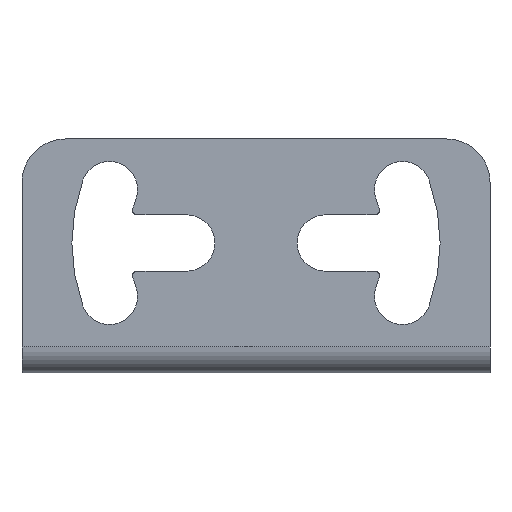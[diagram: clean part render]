
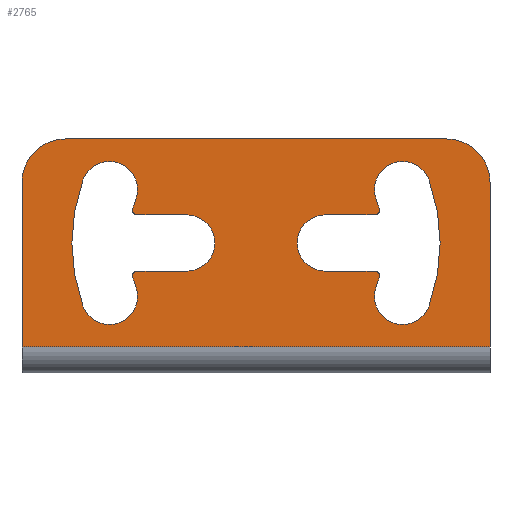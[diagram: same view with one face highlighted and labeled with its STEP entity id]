
A CAD part, front view. The second image highlights one B-rep face of the part: STEP entity #2765.
In plain terms, the highlighted planar face has unit normal (0, -1, 0).
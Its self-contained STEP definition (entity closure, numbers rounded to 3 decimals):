
#953=CARTESIAN_POINT('',(-13.748,0.,11.25));
#954=DIRECTION('',(0.,-1.,0.));
#955=DIRECTION('',(0.,0.,1.));
#956=AXIS2_PLACEMENT_3D('',#953,#954,#955);
#958=DIRECTION('',(1.,0.,0.));
#959=VECTOR('',#958,5.748);
#960=CARTESIAN_POINT('',(-13.748,0.,11.75));
#961=LINE('',#960,#959);
#962=CARTESIAN_POINT('',(-8.,0.,15.));
#963=DIRECTION('',(0.,1.,0.));
#964=DIRECTION('',(0.,0.,1.));
#965=AXIS2_PLACEMENT_3D('',#962,#963,#964);
#967=DIRECTION('',(-1.,0.,0.));
#968=VECTOR('',#967,5.748);
#969=CARTESIAN_POINT('',(-8.,0.,18.25));
#970=LINE('',#969,#968);
#971=CARTESIAN_POINT('',(-13.748,0.,18.75));
#972=DIRECTION('',(0.,-1.,0.));
#973=DIRECTION('',(-0.965,0.,0.263));
#974=AXIS2_PLACEMENT_3D('',#971,#972,#973);
#976=CARTESIAN_POINT('',(0.,0.,15.));
#977=DIRECTION('',(0.,1.,0.));
#978=DIRECTION('',(-0.965,0.,0.263));
#979=AXIS2_PLACEMENT_3D('',#976,#977,#978);
#981=CARTESIAN_POINT('',(-16.914,0.,21.156));
#982=DIRECTION('',(0.,1.,0.));
#983=DIRECTION('',(-0.94,0.,0.342));
#984=AXIS2_PLACEMENT_3D('',#981,#982,#983);
#986=CARTESIAN_POINT('',(0.,0.,15.));
#987=DIRECTION('',(0.,1.,0.));
#988=DIRECTION('',(-0.94,0.,-0.342));
#989=AXIS2_PLACEMENT_3D('',#986,#987,#988);
#991=CARTESIAN_POINT('',(-16.914,0.,8.844));
#992=DIRECTION('',(0.,1.,0.));
#993=DIRECTION('',(0.94,0.,0.342));
#994=AXIS2_PLACEMENT_3D('',#991,#992,#993);
#996=CARTESIAN_POINT('',(0.,0.,15.));
#997=DIRECTION('',(0.,1.,0.));
#998=DIRECTION('',(-0.94,0.,-0.342));
#999=AXIS2_PLACEMENT_3D('',#996,#997,#998);
#1001=CARTESIAN_POINT('',(13.748,0.,11.25));
#1002=DIRECTION('',(0.,-1.,0.));
#1003=DIRECTION('',(0.965,0.,-0.263));
#1004=AXIS2_PLACEMENT_3D('',#1001,#1002,#1003);
#1006=CARTESIAN_POINT('',(0.,0.,15.));
#1007=DIRECTION('',(0.,1.,0.));
#1008=DIRECTION('',(0.965,0.,-0.263));
#1009=AXIS2_PLACEMENT_3D('',#1006,#1007,#1008);
#1011=CARTESIAN_POINT('',(16.914,0.,8.844));
#1012=DIRECTION('',(0.,1.,0.));
#1013=DIRECTION('',(0.94,0.,-0.342));
#1014=AXIS2_PLACEMENT_3D('',#1011,#1012,#1013);
#1016=CARTESIAN_POINT('',(0.,0.,15.));
#1017=DIRECTION('',(0.,1.,0.));
#1018=DIRECTION('',(0.94,0.,0.342));
#1019=AXIS2_PLACEMENT_3D('',#1016,#1017,#1018);
#1021=CARTESIAN_POINT('',(16.914,0.,21.156));
#1022=DIRECTION('',(0.,1.,0.));
#1023=DIRECTION('',(-0.94,0.,-0.342));
#1024=AXIS2_PLACEMENT_3D('',#1021,#1022,#1023);
#1026=CARTESIAN_POINT('',(0.,0.,15.));
#1027=DIRECTION('',(0.,1.,0.));
#1028=DIRECTION('',(0.94,0.,0.342));
#1029=AXIS2_PLACEMENT_3D('',#1026,#1027,#1028);
#1031=CARTESIAN_POINT('',(13.748,0.,18.75));
#1032=DIRECTION('',(0.,-1.,0.));
#1033=DIRECTION('',(0.,0.,-1.));
#1034=AXIS2_PLACEMENT_3D('',#1031,#1032,#1033);
#1036=DIRECTION('',(-1.,0.,0.));
#1037=VECTOR('',#1036,5.748);
#1038=CARTESIAN_POINT('',(13.748,0.,18.25));
#1039=LINE('',#1038,#1037);
#1040=CARTESIAN_POINT('',(8.,0.,15.));
#1041=DIRECTION('',(0.,1.,0.));
#1042=DIRECTION('',(0.,0.,-1.));
#1043=AXIS2_PLACEMENT_3D('',#1040,#1041,#1042);
#1045=DIRECTION('',(1.,0.,0.));
#1046=VECTOR('',#1045,5.748);
#1047=CARTESIAN_POINT('',(8.,0.,11.75));
#1048=LINE('',#1047,#1046);
#1049=CARTESIAN_POINT('',(22.,0.,22.));
#1050=DIRECTION('',(0.,-1.,0.));
#1051=DIRECTION('',(1.,0.,0.));
#1052=AXIS2_PLACEMENT_3D('',#1049,#1050,#1051);
#1054=DIRECTION('',(1.,0.,0.));
#1055=VECTOR('',#1054,54.);
#1056=CARTESIAN_POINT('',(-27.,0.,3.));
#1057=LINE('',#1056,#1055);
#1058=CARTESIAN_POINT('',(-22.,0.,22.));
#1059=DIRECTION('',(0.,-1.,0.));
#1060=DIRECTION('',(0.,0.,1.));
#1061=AXIS2_PLACEMENT_3D('',#1058,#1059,#1060);
#1147=DIRECTION('',(1.,0.,0.));
#1148=VECTOR('',#1147,44.);
#1149=CARTESIAN_POINT('',(-22.,0.,27.));
#1150=LINE('',#1149,#1148);
#1163=DIRECTION('',(0.,0.,1.));
#1164=VECTOR('',#1163,19.);
#1165=CARTESIAN_POINT('',(-27.,0.,3.));
#1166=LINE('',#1165,#1164);
#1183=DIRECTION('',(0.,0.,1.));
#1184=VECTOR('',#1183,19.);
#1185=CARTESIAN_POINT('',(27.,0.,3.));
#1186=LINE('',#1185,#1184);
#1188=CARTESIAN_POINT('',(-27.,0.,3.));
#1190=VERTEX_POINT('',#1188);
#1192=CARTESIAN_POINT('',(27.,0.,3.));
#1194=VERTEX_POINT('',#1192);
#1203=CARTESIAN_POINT('',(-19.968,0.,22.268));
#1204=CARTESIAN_POINT('',(-13.86,0.,20.045));
#1205=VERTEX_POINT('',#1203);
#1206=VERTEX_POINT('',#1204);
#1207=CARTESIAN_POINT('',(-19.968,0.,7.732));
#1208=VERTEX_POINT('',#1207);
#1209=CARTESIAN_POINT('',(-13.86,0.,9.955));
#1210=VERTEX_POINT('',#1209);
#1211=CARTESIAN_POINT('',(19.968,0.,7.732));
#1212=CARTESIAN_POINT('',(13.86,0.,9.955));
#1213=VERTEX_POINT('',#1211);
#1214=VERTEX_POINT('',#1212);
#1215=CARTESIAN_POINT('',(19.968,0.,22.268));
#1216=VERTEX_POINT('',#1215);
#1217=CARTESIAN_POINT('',(13.86,0.,20.045));
#1218=VERTEX_POINT('',#1217);
#1235=CARTESIAN_POINT('',(-8.,0.,18.25));
#1236=CARTESIAN_POINT('',(-8.,0.,11.75));
#1237=VERTEX_POINT('',#1235);
#1238=VERTEX_POINT('',#1236);
#1239=CARTESIAN_POINT('',(8.,0.,11.75));
#1240=CARTESIAN_POINT('',(8.,0.,18.25));
#1241=VERTEX_POINT('',#1239);
#1242=VERTEX_POINT('',#1240);
#1251=CARTESIAN_POINT('',(-13.748,0.,11.75));
#1252=CARTESIAN_POINT('',(-14.23,0.,11.118));
#1253=VERTEX_POINT('',#1251);
#1254=VERTEX_POINT('',#1252);
#1259=CARTESIAN_POINT('',(-14.23,0.,18.882));
#1260=CARTESIAN_POINT('',(-13.748,0.,18.25));
#1261=VERTEX_POINT('',#1259);
#1262=VERTEX_POINT('',#1260);
#1267=CARTESIAN_POINT('',(14.23,0.,11.118));
#1268=CARTESIAN_POINT('',(13.748,0.,11.75));
#1269=VERTEX_POINT('',#1267);
#1270=VERTEX_POINT('',#1268);
#1275=CARTESIAN_POINT('',(13.748,0.,18.25));
#1276=CARTESIAN_POINT('',(14.23,0.,18.882));
#1277=VERTEX_POINT('',#1275);
#1278=VERTEX_POINT('',#1276);
#1511=CARTESIAN_POINT('',(27.,0.,22.));
#1512=CARTESIAN_POINT('',(22.,0.,27.));
#1513=VERTEX_POINT('',#1511);
#1514=VERTEX_POINT('',#1512);
#1519=CARTESIAN_POINT('',(-22.,0.,27.));
#1520=CARTESIAN_POINT('',(-27.,0.,22.));
#1521=VERTEX_POINT('',#1519);
#1522=VERTEX_POINT('',#1520);
#2704=CARTESIAN_POINT('',(-27.,0.,3.));
#2705=DIRECTION('',(0.,1.,0.));
#2706=DIRECTION('',(0.,0.,1.));
#2707=AXIS2_PLACEMENT_3D('',#2704,#2705,#2706);
#2708=PLANE('',#2707);
#2710=ORIENTED_EDGE('',*,*,#2709,.F.);
#2712=ORIENTED_EDGE('',*,*,#2711,.F.);
#2713=ORIENTED_EDGE('',*,*,#2553,.F.);
#2715=ORIENTED_EDGE('',*,*,#2714,.T.);
#2717=ORIENTED_EDGE('',*,*,#2716,.F.);
#2719=ORIENTED_EDGE('',*,*,#2718,.T.);
#2720=EDGE_LOOP('',(#2710,#2712,#2713,#2715,#2717,#2719));
#2721=FACE_OUTER_BOUND('',#2720,.F.);
#2723=ORIENTED_EDGE('',*,*,#2722,.F.);
#2725=ORIENTED_EDGE('',*,*,#2724,.T.);
#2727=ORIENTED_EDGE('',*,*,#2726,.F.);
#2729=ORIENTED_EDGE('',*,*,#2728,.F.);
#2731=ORIENTED_EDGE('',*,*,#2730,.F.);
#2733=ORIENTED_EDGE('',*,*,#2732,.T.);
#2735=ORIENTED_EDGE('',*,*,#2734,.F.);
#2737=ORIENTED_EDGE('',*,*,#2736,.T.);
#2739=ORIENTED_EDGE('',*,*,#2738,.F.);
#2741=ORIENTED_EDGE('',*,*,#2740,.T.);
#2742=EDGE_LOOP('',(#2723,#2725,#2727,#2729,#2731,#2733,#2735,#2737,#2739,
#2741));
#2743=FACE_BOUND('',#2742,.F.);
#2744=ORIENTED_EDGE('',*,*,#2694,.F.);
#2746=ORIENTED_EDGE('',*,*,#2745,.T.);
#2748=ORIENTED_EDGE('',*,*,#2747,.F.);
#2750=ORIENTED_EDGE('',*,*,#2749,.T.);
#2752=ORIENTED_EDGE('',*,*,#2751,.F.);
#2754=ORIENTED_EDGE('',*,*,#2753,.T.);
#2756=ORIENTED_EDGE('',*,*,#2755,.F.);
#2758=ORIENTED_EDGE('',*,*,#2757,.F.);
#2760=ORIENTED_EDGE('',*,*,#2759,.F.);
#2762=ORIENTED_EDGE('',*,*,#2761,.T.);
#2763=EDGE_LOOP('',(#2744,#2746,#2748,#2750,#2752,#2754,#2756,#2758,#2760,
#2762));
#2764=FACE_BOUND('',#2763,.F.);
#2765=ADVANCED_FACE('',(#2721,#2743,#2764),#2708,.F.);
#957=CIRCLE('',#956,0.5);
#966=CIRCLE('',#965,3.25);
#975=CIRCLE('',#974,0.5);
#980=CIRCLE('',#979,14.75);
#985=CIRCLE('',#984,3.25);
#990=CIRCLE('',#989,21.25);
#995=CIRCLE('',#994,3.25);
#1000=CIRCLE('',#999,14.75);
#1005=CIRCLE('',#1004,0.5);
#1010=CIRCLE('',#1009,14.75);
#1015=CIRCLE('',#1014,3.25);
#1020=CIRCLE('',#1019,21.25);
#1025=CIRCLE('',#1024,3.25);
#1030=CIRCLE('',#1029,14.75);
#1035=CIRCLE('',#1034,0.5);
#1044=CIRCLE('',#1043,3.25);
#1053=CIRCLE('',#1052,5.);
#1062=CIRCLE('',#1061,5.);
#2553=EDGE_CURVE('',#1190,#1194,#1057,.T.);
#2694=EDGE_CURVE('',#1253,#1254,#957,.T.);
#2709=EDGE_CURVE('',#1513,#1514,#1053,.T.);
#2711=EDGE_CURVE('',#1194,#1513,#1186,.T.);
#2714=EDGE_CURVE('',#1190,#1522,#1166,.T.);
#2716=EDGE_CURVE('',#1521,#1522,#1062,.T.);
#2718=EDGE_CURVE('',#1521,#1514,#1150,.T.);
#2722=EDGE_CURVE('',#1269,#1270,#1005,.T.);
#2724=EDGE_CURVE('',#1269,#1214,#1010,.T.);
#2726=EDGE_CURVE('',#1213,#1214,#1015,.T.);
#2728=EDGE_CURVE('',#1216,#1213,#1020,.T.);
#2730=EDGE_CURVE('',#1218,#1216,#1025,.T.);
#2732=EDGE_CURVE('',#1218,#1278,#1030,.T.);
#2734=EDGE_CURVE('',#1277,#1278,#1035,.T.);
#2736=EDGE_CURVE('',#1277,#1242,#1039,.T.);
#2738=EDGE_CURVE('',#1241,#1242,#1044,.T.);
#2740=EDGE_CURVE('',#1241,#1270,#1048,.T.);
#2745=EDGE_CURVE('',#1253,#1238,#961,.T.);
#2747=EDGE_CURVE('',#1237,#1238,#966,.T.);
#2749=EDGE_CURVE('',#1237,#1262,#970,.T.);
#2751=EDGE_CURVE('',#1261,#1262,#975,.T.);
#2753=EDGE_CURVE('',#1261,#1206,#980,.T.);
#2755=EDGE_CURVE('',#1205,#1206,#985,.T.);
#2757=EDGE_CURVE('',#1208,#1205,#990,.T.);
#2759=EDGE_CURVE('',#1210,#1208,#995,.T.);
#2761=EDGE_CURVE('',#1210,#1254,#1000,.T.);
